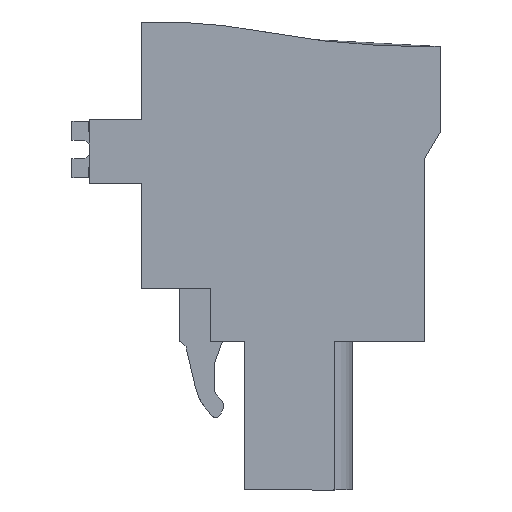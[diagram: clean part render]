
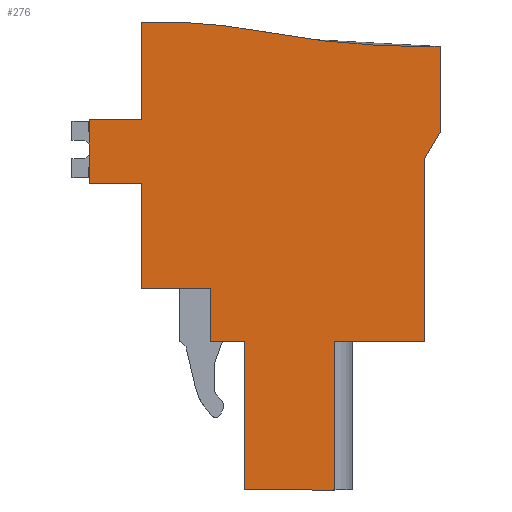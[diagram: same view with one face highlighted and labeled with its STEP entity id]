
A CAD part, left-side view. The second image highlights one B-rep face of the part: STEP entity #276.
In plain terms, the highlighted planar face has unit normal (-1, 0, 0).
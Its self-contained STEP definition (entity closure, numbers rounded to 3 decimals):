
#152=AXIS2_PLACEMENT_3D('Plane Axis2P3D',#149,#150,#151) ;
#165=AXIS2_PLACEMENT_3D('Circle Axis2P3D',#163,#164,$) ;
#172=AXIS2_PLACEMENT_3D('Circle Axis2P3D',#170,#171,$) ;
#49=CARTESIAN_POINT('Vertex',(0.,12.85,8.35)) ;
#52=CARTESIAN_POINT('Line Origine',(0.,12.85,9.825)) ;
#56=CARTESIAN_POINT('Vertex',(0.,12.85,11.3)) ;
#130=CARTESIAN_POINT('Line Origine',(0.,14.8,11.3)) ;
#134=CARTESIAN_POINT('Vertex',(0.,16.75,11.3)) ;
#149=CARTESIAN_POINT('Axis2P3D Location',(0.,3.817,22.4)) ;
#154=CARTESIAN_POINT('Line Origine',(0.,0.,22.459)) ;
#158=CARTESIAN_POINT('Vertex',(0.,0.,20.059)) ;
#160=CARTESIAN_POINT('Vertex',(0.,0.,24.859)) ;
#163=CARTESIAN_POINT('Axis2P3D Location',(0.,0.92,72.85)) ;
#167=CARTESIAN_POINT('Vertex',(0.,9.844,25.687)) ;
#170=CARTESIAN_POINT('Axis2P3D Location',(0.,15.85,-6.057)) ;
#174=CARTESIAN_POINT('Vertex',(0.,16.75,26.237)) ;
#177=CARTESIAN_POINT('Line Origine',(0.,16.75,23.494)) ;
#181=CARTESIAN_POINT('Vertex',(0.,16.75,20.75)) ;
#184=CARTESIAN_POINT('Line Origine',(0.,18.2,20.75)) ;
#188=CARTESIAN_POINT('Vertex',(0.,19.65,20.75)) ;
#191=CARTESIAN_POINT('Line Origine',(0.,19.65,18.975)) ;
#195=CARTESIAN_POINT('Vertex',(0.,19.65,17.2)) ;
#198=CARTESIAN_POINT('Line Origine',(0.,18.2,17.2)) ;
#202=CARTESIAN_POINT('Vertex',(0.,16.75,17.2)) ;
#205=CARTESIAN_POINT('Line Origine',(0.,16.75,14.25)) ;
#210=CARTESIAN_POINT('Line Origine',(0.,11.893,8.35)) ;
#214=CARTESIAN_POINT('Vertex',(0.,10.937,8.35)) ;
#217=CARTESIAN_POINT('Line Origine',(0.,10.937,4.175)) ;
#221=CARTESIAN_POINT('Vertex',(0.,10.937,0.)) ;
#224=CARTESIAN_POINT('Line Origine',(0.,8.414,0.)) ;
#228=CARTESIAN_POINT('Vertex',(0.,5.891,0.)) ;
#231=CARTESIAN_POINT('Line Origine',(0.,5.891,4.175)) ;
#235=CARTESIAN_POINT('Vertex',(0.,5.891,8.35)) ;
#238=CARTESIAN_POINT('Line Origine',(0.,3.396,8.35)) ;
#242=CARTESIAN_POINT('Vertex',(0.,0.9,8.35)) ;
#245=CARTESIAN_POINT('Line Origine',(0.,0.9,13.425)) ;
#249=CARTESIAN_POINT('Vertex',(0.,0.9,18.5)) ;
#252=CARTESIAN_POINT('Line Origine',(0.,0.45,19.279)) ;
#53=DIRECTION('Vector Direction',(0.,0.,1.)) ;
#131=DIRECTION('Vector Direction',(0.,-1.,0.)) ;
#150=DIRECTION('Axis2P3D Direction',(1.,0.,0.)) ;
#151=DIRECTION('Axis2P3D XDirection',(0.,1.,0.)) ;
#155=DIRECTION('Vector Direction',(0.,0.,1.)) ;
#164=DIRECTION('Axis2P3D Direction',(1.,0.,0.)) ;
#171=DIRECTION('Axis2P3D Direction',(1.,0.,0.)) ;
#178=DIRECTION('Vector Direction',(0.,0.,1.)) ;
#185=DIRECTION('Vector Direction',(0.,-1.,0.)) ;
#192=DIRECTION('Vector Direction',(0.,0.,1.)) ;
#199=DIRECTION('Vector Direction',(0.,1.,0.)) ;
#206=DIRECTION('Vector Direction',(0.,0.,1.)) ;
#211=DIRECTION('Vector Direction',(0.,1.,0.)) ;
#218=DIRECTION('Vector Direction',(0.,0.,-1.)) ;
#225=DIRECTION('Vector Direction',(0.,-1.,0.)) ;
#232=DIRECTION('Vector Direction',(0.,0.,-1.)) ;
#239=DIRECTION('Vector Direction',(0.,1.,0.)) ;
#246=DIRECTION('Vector Direction',(0.,0.,-1.)) ;
#253=DIRECTION('Vector Direction',(0.,-0.5,0.866)) ;
#54=VECTOR('Line Direction',#53,1.) ;
#132=VECTOR('Line Direction',#131,1.) ;
#156=VECTOR('Line Direction',#155,1.) ;
#179=VECTOR('Line Direction',#178,1.) ;
#186=VECTOR('Line Direction',#185,1.) ;
#193=VECTOR('Line Direction',#192,1.) ;
#200=VECTOR('Line Direction',#199,1.) ;
#207=VECTOR('Line Direction',#206,1.) ;
#212=VECTOR('Line Direction',#211,1.) ;
#219=VECTOR('Line Direction',#218,1.) ;
#226=VECTOR('Line Direction',#225,1.) ;
#233=VECTOR('Line Direction',#232,1.) ;
#240=VECTOR('Line Direction',#239,1.) ;
#247=VECTOR('Line Direction',#246,1.) ;
#254=VECTOR('Line Direction',#253,1.) ;
#258=ORIENTED_EDGE('',*,*,#162,.T.) ;
#259=ORIENTED_EDGE('',*,*,#169,.T.) ;
#260=ORIENTED_EDGE('',*,*,#176,.F.) ;
#261=ORIENTED_EDGE('',*,*,#183,.F.) ;
#262=ORIENTED_EDGE('',*,*,#190,.F.) ;
#263=ORIENTED_EDGE('',*,*,#197,.F.) ;
#264=ORIENTED_EDGE('',*,*,#204,.F.) ;
#265=ORIENTED_EDGE('',*,*,#209,.F.) ;
#266=ORIENTED_EDGE('',*,*,#136,.T.) ;
#267=ORIENTED_EDGE('',*,*,#58,.F.) ;
#268=ORIENTED_EDGE('',*,*,#216,.F.) ;
#269=ORIENTED_EDGE('',*,*,#223,.T.) ;
#270=ORIENTED_EDGE('',*,*,#230,.T.) ;
#271=ORIENTED_EDGE('',*,*,#237,.F.) ;
#272=ORIENTED_EDGE('',*,*,#244,.F.) ;
#273=ORIENTED_EDGE('',*,*,#251,.F.) ;
#274=ORIENTED_EDGE('',*,*,#256,.T.) ;
#276=ADVANCED_FACE('HOUSING',(#275),#153,.F.) ;
#166=CIRCLE('generated circle',#165,48.) ;
#173=CIRCLE('generated circle',#172,32.307) ;
#58=EDGE_CURVE('',#50,#57,#55,.T.) ;
#136=EDGE_CURVE('',#135,#57,#133,.T.) ;
#162=EDGE_CURVE('',#159,#161,#157,.T.) ;
#169=EDGE_CURVE('',#161,#168,#166,.T.) ;
#176=EDGE_CURVE('',#175,#168,#173,.T.) ;
#183=EDGE_CURVE('',#182,#175,#180,.T.) ;
#190=EDGE_CURVE('',#189,#182,#187,.T.) ;
#197=EDGE_CURVE('',#196,#189,#194,.T.) ;
#204=EDGE_CURVE('',#203,#196,#201,.T.) ;
#209=EDGE_CURVE('',#135,#203,#208,.T.) ;
#216=EDGE_CURVE('',#215,#50,#213,.T.) ;
#223=EDGE_CURVE('',#215,#222,#220,.T.) ;
#230=EDGE_CURVE('',#222,#229,#227,.T.) ;
#237=EDGE_CURVE('',#236,#229,#234,.T.) ;
#244=EDGE_CURVE('',#243,#236,#241,.T.) ;
#251=EDGE_CURVE('',#250,#243,#248,.T.) ;
#256=EDGE_CURVE('',#250,#159,#255,.T.) ;
#257=EDGE_LOOP('',(#258,#259,#260,#261,#262,#263,#264,#265,#266,#267,#268,#269,#270,#271,#272,#273,#274)) ;
#275=FACE_OUTER_BOUND('',#257,.T.) ;
#55=LINE('Line',#52,#54) ;
#133=LINE('Line',#130,#132) ;
#157=LINE('Line',#154,#156) ;
#180=LINE('Line',#177,#179) ;
#187=LINE('Line',#184,#186) ;
#194=LINE('Line',#191,#193) ;
#201=LINE('Line',#198,#200) ;
#208=LINE('Line',#205,#207) ;
#213=LINE('Line',#210,#212) ;
#220=LINE('Line',#217,#219) ;
#227=LINE('Line',#224,#226) ;
#234=LINE('Line',#231,#233) ;
#241=LINE('Line',#238,#240) ;
#248=LINE('Line',#245,#247) ;
#255=LINE('Line',#252,#254) ;
#153=PLANE('',#152) ;
#50=VERTEX_POINT('',#49) ;
#57=VERTEX_POINT('',#56) ;
#135=VERTEX_POINT('',#134) ;
#159=VERTEX_POINT('',#158) ;
#161=VERTEX_POINT('',#160) ;
#168=VERTEX_POINT('',#167) ;
#175=VERTEX_POINT('',#174) ;
#182=VERTEX_POINT('',#181) ;
#189=VERTEX_POINT('',#188) ;
#196=VERTEX_POINT('',#195) ;
#203=VERTEX_POINT('',#202) ;
#215=VERTEX_POINT('',#214) ;
#222=VERTEX_POINT('',#221) ;
#229=VERTEX_POINT('',#228) ;
#236=VERTEX_POINT('',#235) ;
#243=VERTEX_POINT('',#242) ;
#250=VERTEX_POINT('',#249) ;
